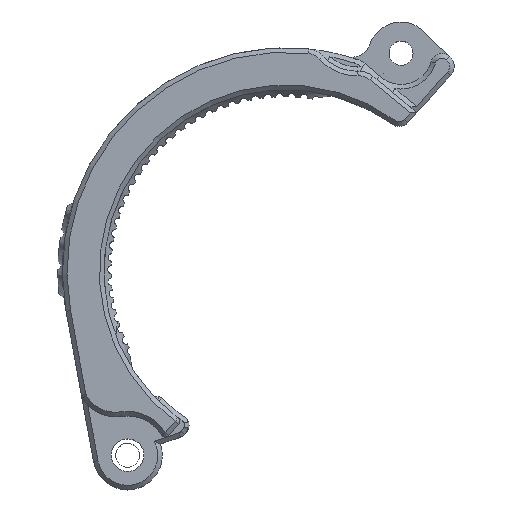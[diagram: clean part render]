
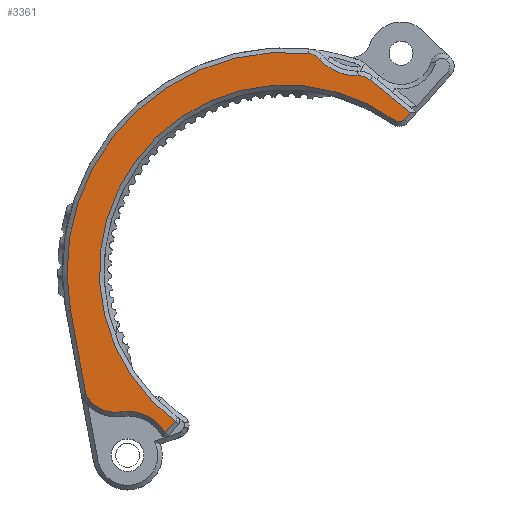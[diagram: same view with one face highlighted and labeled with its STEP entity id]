
A CAD part, top view. The second image highlights one B-rep face of the part: STEP entity #3361.
In plain terms, the highlighted planar face has unit normal (0, 0, 1).
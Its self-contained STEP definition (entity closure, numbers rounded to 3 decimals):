
#99=PLANE('',#3704);
#210=CIRCLE('',#3595,41.12);
#227=CIRCLE('',#3619,4.);
#229=CIRCLE('',#3622,11.);
#232=CIRCLE('',#3626,4.);
#233=CIRCLE('',#3628,48.3);
#258=CIRCLE('',#3705,7.5);
#259=CIRCLE('',#3706,9.67);
#260=CIRCLE('',#3707,1.5);
#540=FACE_OUTER_BOUND('',#739,.T.);
#739=EDGE_LOOP('',(#3033,#3034,#3035,#3036,#3037,#3038,#3039,#3040,#3041,
#3042,#3043,#3044,#3045));
#907=B_SPLINE_CURVE_WITH_KNOTS('',3,(#9116,#9117,#9118,#9119,#9120,#9121,
#9122,#9123,#9124,#9125,#9126,#9127,#9128),.UNSPECIFIED.,.F.,.F.,(4,3,3,
3,4),(0.,0.018,0.019,0.037,0.039),
 .UNSPECIFIED.);
#1077=LINE('',#8982,#1274);
#1080=LINE('',#8988,#1277);
#1097=LINE('',#9133,#1294);
#1098=LINE('',#9135,#1295);
#1274=VECTOR('',#4463,10.);
#1277=VECTOR('',#4468,10.);
#1294=VECTOR('',#4539,10.);
#1295=VECTOR('',#4542,10.);
#1532=VERTEX_POINT('',#8648);
#1535=VERTEX_POINT('',#8653);
#1557=VERTEX_POINT('',#8793);
#1559=VERTEX_POINT('',#8796);
#1561=VERTEX_POINT('',#8802);
#1563=VERTEX_POINT('',#8809);
#1564=VERTEX_POINT('',#8813);
#1601=VERTEX_POINT('',#8978);
#1604=VERTEX_POINT('',#8985);
#1625=VERTEX_POINT('',#9114);
#1626=VERTEX_POINT('',#9115);
#1627=VERTEX_POINT('',#9129);
#1628=VERTEX_POINT('',#9131);
#1962=EDGE_CURVE('',#1535,#1532,#210,.T.);
#1995=EDGE_CURVE('',#1557,#1559,#227,.T.);
#1999=EDGE_CURVE('',#1561,#1557,#229,.T.);
#2003=EDGE_CURVE('',#1563,#1561,#232,.T.);
#2005=EDGE_CURVE('',#1564,#1563,#233,.T.);
#2074=EDGE_CURVE('',#1559,#1601,#1077,.T.);
#2077=EDGE_CURVE('',#1601,#1604,#1080,.T.);
#2115=EDGE_CURVE('',#1625,#1626,#907,.T.);
#2116=EDGE_CURVE('',#1627,#1625,#258,.T.);
#2117=EDGE_CURVE('',#1628,#1627,#259,.T.);
#2118=EDGE_CURVE('',#1532,#1628,#1097,.T.);
#2119=EDGE_CURVE('',#1604,#1535,#260,.T.);
#2120=EDGE_CURVE('',#1626,#1564,#1098,.T.);
#3033=ORIENTED_EDGE('',*,*,#2115,.F.);
#3034=ORIENTED_EDGE('',*,*,#2116,.F.);
#3035=ORIENTED_EDGE('',*,*,#2117,.F.);
#3036=ORIENTED_EDGE('',*,*,#2118,.F.);
#3037=ORIENTED_EDGE('',*,*,#1962,.F.);
#3038=ORIENTED_EDGE('',*,*,#2119,.F.);
#3039=ORIENTED_EDGE('',*,*,#2077,.F.);
#3040=ORIENTED_EDGE('',*,*,#2074,.F.);
#3041=ORIENTED_EDGE('',*,*,#1995,.F.);
#3042=ORIENTED_EDGE('',*,*,#1999,.F.);
#3043=ORIENTED_EDGE('',*,*,#2003,.F.);
#3044=ORIENTED_EDGE('',*,*,#2005,.F.);
#3045=ORIENTED_EDGE('',*,*,#2120,.F.);
#3361=ADVANCED_FACE('',(#540),#99,.F.);
#3595=AXIS2_PLACEMENT_3D('',#8655,#4243,#4244);
#3619=AXIS2_PLACEMENT_3D('',#8797,#4299,#4300);
#3622=AXIS2_PLACEMENT_3D('',#8805,#4307,#4308);
#3626=AXIS2_PLACEMENT_3D('',#8811,#4316,#4317);
#3628=AXIS2_PLACEMENT_3D('',#8815,#4321,#4322);
#3704=AXIS2_PLACEMENT_3D('',#9113,#4533,#4534);
#3705=AXIS2_PLACEMENT_3D('',#9130,#4535,#4536);
#3706=AXIS2_PLACEMENT_3D('',#9132,#4537,#4538);
#3707=AXIS2_PLACEMENT_3D('',#9134,#4540,#4541);
#4243=DIRECTION('center_axis',(0.,0.,
1.));
#4244=DIRECTION('ref_axis',(0.349,0.937,0.));
#4299=DIRECTION('center_axis',(0.,0.,
-1.));
#4300=DIRECTION('ref_axis',(0.324,0.946,0.));
#4307=DIRECTION('center_axis',(0.,0.,
1.));
#4308=DIRECTION('ref_axis',(-1.,0.005,0.));
#4316=DIRECTION('center_axis',(0.,0.,
-1.));
#4317=DIRECTION('ref_axis',(0.453,0.892,0.));
#4321=DIRECTION('center_axis',(0.,0.,
-1.));
#4322=DIRECTION('ref_axis',(0.652,0.758,0.));
#4463=DIRECTION('',(0.773,-0.634,0.));
#4468=DIRECTION('',(-0.675,-0.738,0.));
#4533=DIRECTION('center_axis',(0.,0.,
-1.));
#4534=DIRECTION('ref_axis',(0.759,-0.651,0.));
#4535=DIRECTION('center_axis',(0.,0.,
-1.));
#4536=DIRECTION('ref_axis',(-0.589,-0.808,0.));
#4537=DIRECTION('center_axis',(0.,0.,
1.));
#4538=DIRECTION('ref_axis',(0.652,0.758,0.));
#4539=DIRECTION('',(-0.669,-0.744,0.));
#4540=DIRECTION('center_axis',(0.,0.,
-1.));
#4541=DIRECTION('ref_axis',(0.101,-0.995,0.));
#4542=DIRECTION('',(-0.18,0.984,0.));
#8648=CARTESIAN_POINT('',(-24.152,-19.137,22.));
#8653=CARTESIAN_POINT('',(24.395,47.245,22.));
#8655=CARTESIAN_POINT('Origin',(0.233,13.972,22.));
#8793=CARTESIAN_POINT('',(16.197,57.121,22.));
#8796=CARTESIAN_POINT('',(18.844,56.215,22.));
#8797=CARTESIAN_POINT('Origin',(16.307,53.123,22.));
#8802=CARTESIAN_POINT('',(7.717,60.761,22.));
#8805=CARTESIAN_POINT('Origin',(15.895,68.117,22.));
#8809=CARTESIAN_POINT('',(5.147,62.065,22.));
#8811=CARTESIAN_POINT('Origin',(4.743,58.086,22.));
#8813=CARTESIAN_POINT('',(-47.243,5.318,22.));
#8815=CARTESIAN_POINT('Origin',(0.268,14.012,22.));
#8978=CARTESIAN_POINT('',(27.731,48.921,22.));
#8982=CARTESIAN_POINT('',(20.806,54.605,22.));
#8985=CARTESIAN_POINT('',(26.383,47.447,22.));
#8988=CARTESIAN_POINT('',(12.147,31.866,22.));
#9113=CARTESIAN_POINT('Origin',(0.268,14.04,22.));
#9114=CARTESIAN_POINT('',(-43.725,-13.523,22.));
#9115=CARTESIAN_POINT('',(-43.861,-13.164,22.));
#9116=CARTESIAN_POINT('Ctrl Pts',(-43.725,-13.523,22.));
#9117=CARTESIAN_POINT('Ctrl Pts',(-43.756,-13.472,22.));
#9118=CARTESIAN_POINT('Ctrl Pts',(-43.783,-13.418,22.));
#9119=CARTESIAN_POINT('Ctrl Pts',(-43.805,-13.362,22.));
#9120=CARTESIAN_POINT('Ctrl Pts',(-43.806,-13.358,22.));
#9121=CARTESIAN_POINT('Ctrl Pts',(-43.808,-13.354,22.));
#9122=CARTESIAN_POINT('Ctrl Pts',(-43.81,-13.35,22.));
#9123=CARTESIAN_POINT('Ctrl Pts',(-43.831,-13.294,22.));
#9124=CARTESIAN_POINT('Ctrl Pts',(-43.847,-13.237,22.));
#9125=CARTESIAN_POINT('Ctrl Pts',(-43.859,-13.178,22.));
#9126=CARTESIAN_POINT('Ctrl Pts',(-43.86,-13.173,22.));
#9127=CARTESIAN_POINT('Ctrl Pts',(-43.861,-13.169,22.));
#9128=CARTESIAN_POINT('Ctrl Pts',(-43.861,-13.164,22.));
#9129=CARTESIAN_POINT('',(-36.147,-17.041,22.));
#9130=CARTESIAN_POINT('Origin',(-37.313,-9.632,22.));
#9131=CARTESIAN_POINT('',(-26.364,-21.597,22.));
#9132=CARTESIAN_POINT('Origin',(-34.644,-26.593,22.));
#9133=CARTESIAN_POINT('',(-12.12,-5.751,22.));
#9134=CARTESIAN_POINT('Origin',(25.276,48.459,22.));
#9135=CARTESIAN_POINT('',(-47.301,5.634,22.));
